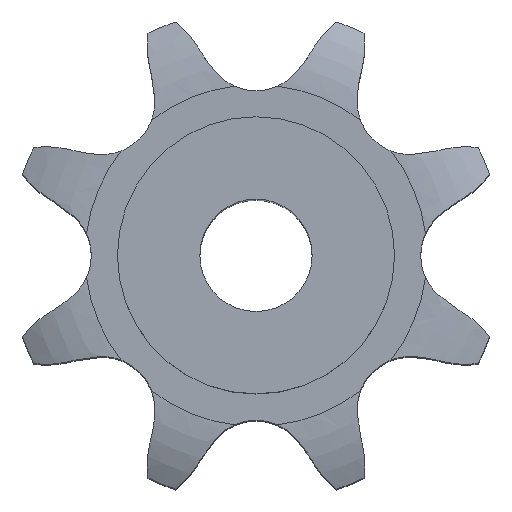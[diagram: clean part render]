
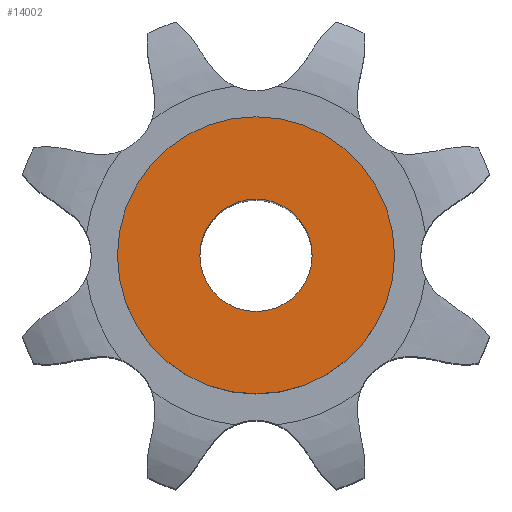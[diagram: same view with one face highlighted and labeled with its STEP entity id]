
A CAD part, top view. The second image highlights one B-rep face of the part: STEP entity #14002.
In plain terms, the highlighted planar face has unit normal (0, 0, 1).
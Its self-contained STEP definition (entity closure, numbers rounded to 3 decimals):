
#7661 = CYLINDRICAL_SURFACE('',#7662,15.);
#7662 = AXIS2_PLACEMENT_3D('',#7663,#7664,#7665);
#7663 = CARTESIAN_POINT('',(0.,0.,297.703));
#7664 = DIRECTION('',(0.,0.,1.));
#7665 = DIRECTION('',(1.,0.,0.));
#9593 = EDGE_CURVE('',#9594,#9594,#9596,.T.);
#9594 = VERTEX_POINT('',#9595);
#9595 = CARTESIAN_POINT('',(15.,0.,180.));
#9596 = SURFACE_CURVE('',#9597,(#9602,#9609),.PCURVE_S1.);
#9597 = CIRCLE('',#9598,15.);
#9598 = AXIS2_PLACEMENT_3D('',#9599,#9600,#9601);
#9599 = CARTESIAN_POINT('',(0.,0.,180.));
#9600 = DIRECTION('',(0.,0.,1.));
#9601 = DIRECTION('',(1.,0.,0.));
#9602 = PCURVE('',#7661,#9603);
#9603 = DEFINITIONAL_REPRESENTATION('',(#9604),#9608);
#9604 = LINE('',#9605,#9606);
#9605 = CARTESIAN_POINT('',(0.,-117.703));
#9606 = VECTOR('',#9607,1.);
#9607 = DIRECTION('',(1.,0.));
#9608 = ( GEOMETRIC_REPRESENTATION_CONTEXT(2) 
PARAMETRIC_REPRESENTATION_CONTEXT() REPRESENTATION_CONTEXT('2D SPACE',''
  ) );
#9609 = PCURVE('',#9610,#9615);
#9610 = PLANE('',#9611);
#9611 = AXIS2_PLACEMENT_3D('',#9612,#9613,#9614);
#9612 = CARTESIAN_POINT('',(0.,0.,180.)
  );
#9613 = DIRECTION('',(0.,0.,1.));
#9614 = DIRECTION('',(1.,0.,0.));
#9615 = DEFINITIONAL_REPRESENTATION('',(#9616),#9620);
#9616 = CIRCLE('',#9617,15.);
#9617 = AXIS2_PLACEMENT_2D('',#9618,#9619);
#9618 = CARTESIAN_POINT('',(0.,0.));
#9619 = DIRECTION('',(1.,0.));
#9620 = ( GEOMETRIC_REPRESENTATION_CONTEXT(2) 
PARAMETRIC_REPRESENTATION_CONTEXT() REPRESENTATION_CONTEXT('2D SPACE',''
  ) );
#14002 = ADVANCED_FACE('',(#14003,#14034),#9610,.T.);
#14003 = FACE_BOUND('',#14004,.T.);
#14004 = EDGE_LOOP('',(#14005));
#14005 = ORIENTED_EDGE('',*,*,#14006,.T.);
#14006 = EDGE_CURVE('',#14007,#14007,#14009,.T.);
#14007 = VERTEX_POINT('',#14008);
#14008 = CARTESIAN_POINT('',(37.,0.,180.));
#14009 = SURFACE_CURVE('',#14010,(#14015,#14022),.PCURVE_S1.);
#14010 = CIRCLE('',#14011,37.);
#14011 = AXIS2_PLACEMENT_3D('',#14012,#14013,#14014);
#14012 = CARTESIAN_POINT('',(0.,0.,180.));
#14013 = DIRECTION('',(0.,0.,1.));
#14014 = DIRECTION('',(1.,0.,0.));
#14015 = PCURVE('',#9610,#14016);
#14016 = DEFINITIONAL_REPRESENTATION('',(#14017),#14021);
#14017 = CIRCLE('',#14018,37.);
#14018 = AXIS2_PLACEMENT_2D('',#14019,#14020);
#14019 = CARTESIAN_POINT('',(0.,0.));
#14020 = DIRECTION('',(1.,0.));
#14021 = ( GEOMETRIC_REPRESENTATION_CONTEXT(2) 
PARAMETRIC_REPRESENTATION_CONTEXT() REPRESENTATION_CONTEXT('2D SPACE',''
  ) );
#14022 = PCURVE('',#14023,#14028);
#14023 = CYLINDRICAL_SURFACE('',#14024,37.);
#14024 = AXIS2_PLACEMENT_3D('',#14025,#14026,#14027);
#14025 = CARTESIAN_POINT('',(0.,0.,0.));
#14026 = DIRECTION('',(-0.,-0.,-1.));
#14027 = DIRECTION('',(1.,0.,0.));
#14028 = DEFINITIONAL_REPRESENTATION('',(#14029),#14033);
#14029 = LINE('',#14030,#14031);
#14030 = CARTESIAN_POINT('',(-0.,-180.));
#14031 = VECTOR('',#14032,1.);
#14032 = DIRECTION('',(-1.,0.));
#14033 = ( GEOMETRIC_REPRESENTATION_CONTEXT(2) 
PARAMETRIC_REPRESENTATION_CONTEXT() REPRESENTATION_CONTEXT('2D SPACE',''
  ) );
#14034 = FACE_BOUND('',#14035,.T.);
#14035 = EDGE_LOOP('',(#14036));
#14036 = ORIENTED_EDGE('',*,*,#9593,.F.);
